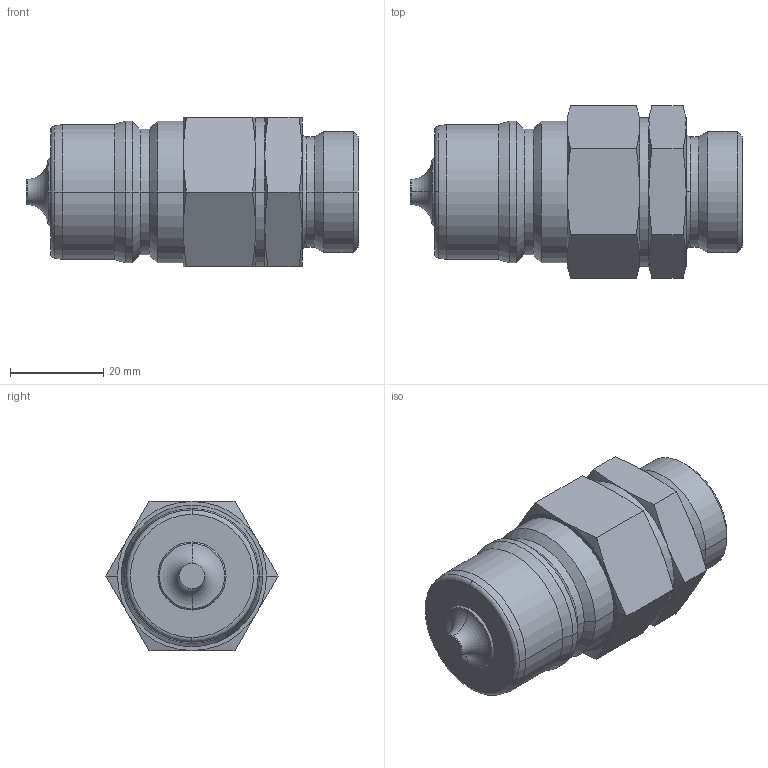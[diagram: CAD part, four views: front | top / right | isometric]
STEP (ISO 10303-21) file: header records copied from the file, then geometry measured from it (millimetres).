
FILE_DESCRIPTION( ( '' ), '1' );
FILE_NAME( '45102624.stp', '2012-08-14T12:51:13', ( '' ), ( '' ), ' ', ' ', ' ' );
FILE_SCHEMA( ( 'CONFIG_CONTROL_DESIGN' ) );
Length unit declared in the file: millimetre
Products named in the file (1): 1
Bounding box: 71.29 x 36.95 x 32 mm (x, y, z)
Volume: 43126.7 mm3; surface area: 9402 mm2
Topology: 1 solids, 1 shells, 93 faces, 202 edges, 116 vertices
Faces by surface type: cone 48, cylinder 20, plane 19, torus 6
Entity records: 2502 total; most frequent: CARTESIAN_POINT 508, DIRECTION 440, ORIENTED_EDGE 404, EDGE_CURVE 202, AXIS2_PLACEMENT_3D 192, VERTEX_POINT 116, EDGE_LOOP 98, CIRCLE 98
